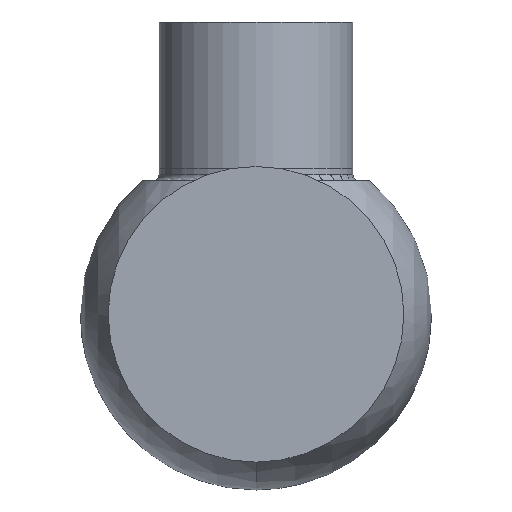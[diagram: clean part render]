
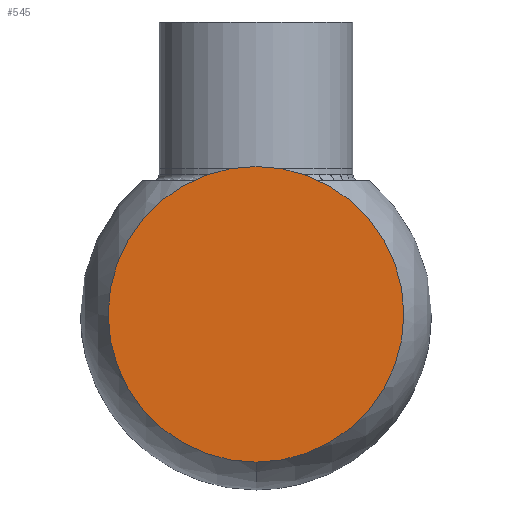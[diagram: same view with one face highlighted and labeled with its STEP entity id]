
A CAD part, front view. The second image highlights one B-rep face of the part: STEP entity #545.
In plain terms, the highlighted planar face has unit normal (0, -1, 0).
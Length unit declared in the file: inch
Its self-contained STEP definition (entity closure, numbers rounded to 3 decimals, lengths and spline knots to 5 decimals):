
#14 = CARTESIAN_POINT ( 'NONE',  ( 0., -1.565, 0. ) ) ;
#81 = DIRECTION ( 'NONE',  ( 0., 0., 1. ) ) ;
#99 = CIRCLE ( 'NONE', #653, 1.525 ) ;
#146 = DIRECTION ( 'NONE',  ( 0., 0., 1. ) ) ;
#155 = VERTEX_POINT ( 'NONE', #230 ) ;
#230 = CARTESIAN_POINT ( 'NONE',  ( 0., -1.565, -1.525 ) ) ;
#239 = PLANE ( 'NONE',  #683 ) ;
#304 = DIRECTION ( 'NONE',  ( 0., 0., 1. ) ) ;
#340 = EDGE_CURVE ( 'NONE', #673, #155, #638, .T. ) ;
#347 = FACE_OUTER_BOUND ( 'NONE', #554, .T. ) ;
#372 = DIRECTION ( 'NONE',  ( 0., 1., 0. ) ) ;
#374 = EDGE_CURVE ( 'NONE', #155, #673, #99, .T. ) ;
#376 = CARTESIAN_POINT ( 'NONE',  ( 0., -1.565, 1.525 ) ) ;
#411 = ORIENTED_EDGE ( 'NONE', *, *, #340, .F. ) ;
#466 = AXIS2_PLACEMENT_3D ( 'NONE', #505, #662, #146 ) ;
#504 = DIRECTION ( 'NONE',  ( 0., 1., 0. ) ) ;
#505 = CARTESIAN_POINT ( 'NONE',  ( 0., -1.565, 0. ) ) ;
#545 = ADVANCED_FACE ( 'NONE', ( #347 ), #239, .F. ) ;
#554 = EDGE_LOOP ( 'NONE', ( #411, #873 ) ) ;
#583 = CARTESIAN_POINT ( 'NONE',  ( 0., -1.565, -1.525 ) ) ;
#638 = CIRCLE ( 'NONE', #466, 1.525 ) ;
#653 = AXIS2_PLACEMENT_3D ( 'NONE', #14, #504, #81 ) ;
#662 = DIRECTION ( 'NONE',  ( 0., 1., 0. ) ) ;
#673 = VERTEX_POINT ( 'NONE', #376 ) ;
#683 = AXIS2_PLACEMENT_3D ( 'NONE', #583, #372, #304 ) ;
#873 = ORIENTED_EDGE ( 'NONE', *, *, #374, .F. ) ;
